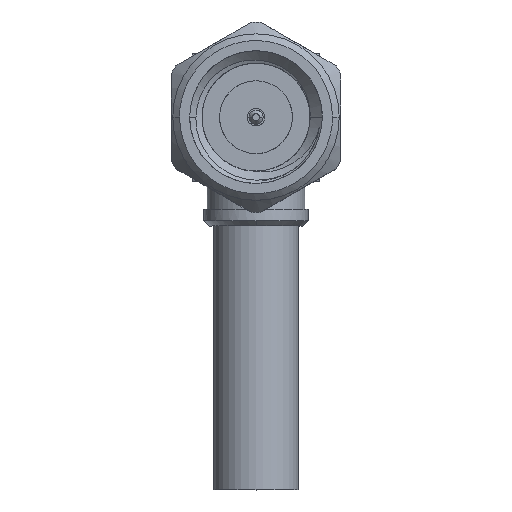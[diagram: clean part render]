
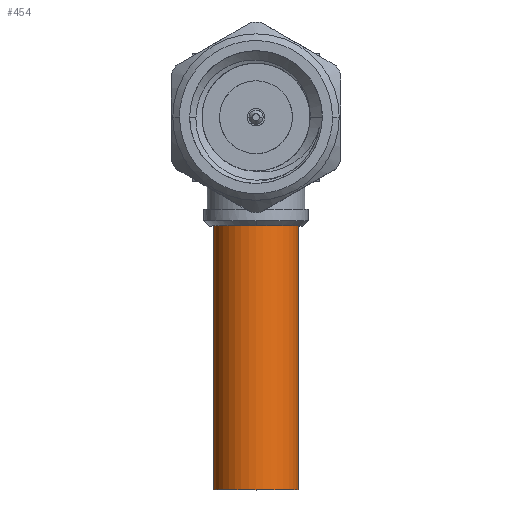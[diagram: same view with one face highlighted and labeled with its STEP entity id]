
A CAD part, top view. The second image highlights one B-rep face of the part: STEP entity #454.
In plain terms, the highlighted cylindrical face has radius 1.6 mm (diameter 3.2 mm), a partial arc.
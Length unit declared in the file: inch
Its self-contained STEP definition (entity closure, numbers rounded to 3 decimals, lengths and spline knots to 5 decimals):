
#229 = AXIS2_PLACEMENT_3D ( 'NONE', #3423, #4928, #3355 ) ;
#310 = AXIS2_PLACEMENT_3D ( 'NONE', #1857, #4944, #2683 ) ;
#454 = ADVANCED_FACE ( 'NONE', ( #4346 ), #4454, .T. ) ;
#606 = ORIENTED_EDGE ( 'NONE', *, *, #1020, .T. ) ;
#863 = AXIS2_PLACEMENT_3D ( 'NONE', #1328, #2109, #3633 ) ;
#1020 = EDGE_CURVE ( 'NONE', #1820, #2259, #2402, .T. ) ;
#1123 = DIRECTION ( 'NONE',  ( 0., 1., 0. ) ) ;
#1205 = DIRECTION ( 'NONE',  ( 0., -1., 0. ) ) ;
#1271 = VECTOR ( 'NONE', #1205, 39.37008 ) ;
#1328 = CARTESIAN_POINT ( 'NONE',  ( 0., -0.53421, 0. ) ) ;
#1371 = VERTEX_POINT ( 'NONE', #1719 ) ;
#1462 = ORIENTED_EDGE ( 'NONE', *, *, #3442, .T. ) ;
#1467 = CARTESIAN_POINT ( 'NONE',  ( -0.06299, -0.1602, 0. ) ) ;
#1621 = CARTESIAN_POINT ( 'NONE',  ( 0.06299, -0.55021, 0. ) ) ;
#1719 = CARTESIAN_POINT ( 'NONE',  ( 0.06299, -0.1602, 0. ) ) ;
#1820 = VERTEX_POINT ( 'NONE', #1467 ) ;
#1857 = CARTESIAN_POINT ( 'NONE',  ( 0., -0.55021, 0. ) ) ;
#2048 = EDGE_CURVE ( 'NONE', #2259, #3888, #4497, .T. ) ;
#2067 = EDGE_CURVE ( 'NONE', #1371, #1820, #4814, .T. ) ;
#2109 = DIRECTION ( 'NONE',  ( 0., 1., 0. ) ) ;
#2112 = EDGE_LOOP ( 'NONE', ( #2151, #606, #2501, #1462 ) ) ;
#2151 = ORIENTED_EDGE ( 'NONE', *, *, #2067, .T. ) ;
#2259 = VERTEX_POINT ( 'NONE', #4696 ) ;
#2402 = LINE ( 'NONE', #4666, #1271 ) ;
#2501 = ORIENTED_EDGE ( 'NONE', *, *, #2048, .T. ) ;
#2683 = DIRECTION ( 'NONE',  ( -1., 0., 0. ) ) ;
#3355 = DIRECTION ( 'NONE',  ( -1., 0., 0. ) ) ;
#3387 = LINE ( 'NONE', #4425, #4243 ) ;
#3423 = CARTESIAN_POINT ( 'NONE',  ( 0., -0.1602, 0. ) ) ;
#3442 = EDGE_CURVE ( 'NONE', #3888, #1371, #3387, .T. ) ;
#3633 = DIRECTION ( 'NONE',  ( -1., 0., 0. ) ) ;
#3888 = VERTEX_POINT ( 'NONE', #1621 ) ;
#4243 = VECTOR ( 'NONE', #1123, 39.37008 ) ;
#4346 = FACE_OUTER_BOUND ( 'NONE', #2112, .T. ) ;
#4425 = CARTESIAN_POINT ( 'NONE',  ( 0.06299, -0.53421, 0. ) ) ;
#4454 = CYLINDRICAL_SURFACE ( 'NONE', #863, 0.06299 ) ;
#4497 = CIRCLE ( 'NONE', #310, 0.06299 ) ;
#4666 = CARTESIAN_POINT ( 'NONE',  ( -0.06299, -0.53421, 0. ) ) ;
#4696 = CARTESIAN_POINT ( 'NONE',  ( -0.06299, -0.55021, 0. ) ) ;
#4814 = CIRCLE ( 'NONE', #229, 0.06299 ) ;
#4928 = DIRECTION ( 'NONE',  ( 0., -1., 0. ) ) ;
#4944 = DIRECTION ( 'NONE',  ( 0., 1., 0. ) ) ;
